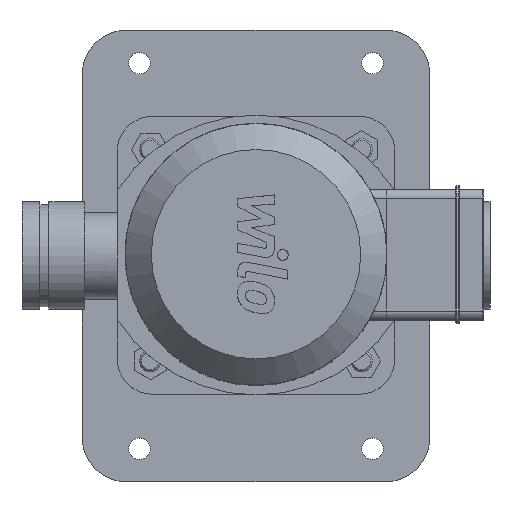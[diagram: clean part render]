
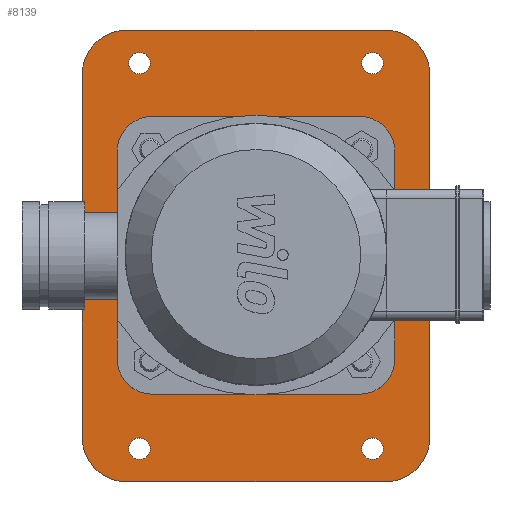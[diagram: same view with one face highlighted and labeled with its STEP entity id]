
A CAD part, top view. The second image highlights one B-rep face of the part: STEP entity #8139.
In plain terms, the highlighted planar face has unit normal (0, 0, 1).
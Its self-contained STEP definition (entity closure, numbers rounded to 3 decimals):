
#686=LINE('',#13941,#1383);
#693=LINE('',#13955,#1390);
#694=LINE('',#13959,#1391);
#695=LINE('',#13963,#1392);
#696=LINE('',#13975,#1393);
#697=LINE('',#13979,#1394);
#698=LINE('',#13983,#1395);
#699=LINE('',#13987,#1396);
#1383=VECTOR('',#11072,144.);
#1390=VECTOR('',#11081,202.);
#1391=VECTOR('',#11084,144.);
#1392=VECTOR('',#11087,202.);
#1393=VECTOR('',#11098,90.);
#1394=VECTOR('',#11101,90.);
#1395=VECTOR('',#11104,90.);
#1396=VECTOR('',#11107,90.);
#1794=PLANE('',#8957);
#1890=FACE_BOUND('',#2822,.T.);
#1891=FACE_BOUND('',#2823,.T.);
#1892=FACE_BOUND('',#2824,.T.);
#1893=FACE_BOUND('',#2825,.T.);
#1894=FACE_BOUND('',#2826,.T.);
#2315=FACE_OUTER_BOUND('',#2821,.T.);
#2821=EDGE_LOOP('',(#7247,#7248,#7249,#7250,#7251,#7252,#7253,#7254));
#2822=EDGE_LOOP('',(#7255));
#2823=EDGE_LOOP('',(#7256));
#2824=EDGE_LOOP('',(#7257));
#2825=EDGE_LOOP('',(#7258));
#2826=EDGE_LOOP('',(#7259,#7260,#7261,#7262,#7263,#7264,#7265,#7266));
#3326=CIRCLE('',#8955,25.);
#3327=CIRCLE('',#8958,25.);
#3328=CIRCLE('',#8959,25.);
#3329=CIRCLE('',#8960,25.);
#3330=CIRCLE('',#8961,6.);
#3331=CIRCLE('',#8962,6.);
#3332=CIRCLE('',#8963,6.);
#3333=CIRCLE('',#8964,6.);
#3334=CIRCLE('',#8965,25.);
#3335=CIRCLE('',#8966,25.);
#3336=CIRCLE('',#8967,25.);
#3337=CIRCLE('',#8968,25.);
#4012=VERTEX_POINT('',#13934);
#4013=VERTEX_POINT('',#13936);
#4014=VERTEX_POINT('',#13940);
#4020=VERTEX_POINT('',#13954);
#4021=VERTEX_POINT('',#13956);
#4022=VERTEX_POINT('',#13958);
#4023=VERTEX_POINT('',#13960);
#4024=VERTEX_POINT('',#13962);
#4025=VERTEX_POINT('',#13965);
#4026=VERTEX_POINT('',#13967);
#4027=VERTEX_POINT('',#13969);
#4028=VERTEX_POINT('',#13971);
#4029=VERTEX_POINT('',#13973);
#4030=VERTEX_POINT('',#13974);
#4031=VERTEX_POINT('',#13976);
#4032=VERTEX_POINT('',#13978);
#4033=VERTEX_POINT('',#13980);
#4034=VERTEX_POINT('',#13982);
#4035=VERTEX_POINT('',#13984);
#4036=VERTEX_POINT('',#13986);
#5121=EDGE_CURVE('',#4012,#4013,#3326,.T.);
#5123=EDGE_CURVE('',#4014,#4013,#686,.T.);
#5130=EDGE_CURVE('',#4012,#4020,#693,.T.);
#5131=EDGE_CURVE('',#4021,#4020,#3327,.T.);
#5132=EDGE_CURVE('',#4021,#4022,#694,.T.);
#5133=EDGE_CURVE('',#4023,#4022,#3328,.T.);
#5134=EDGE_CURVE('',#4023,#4024,#695,.T.);
#5135=EDGE_CURVE('',#4014,#4024,#3329,.T.);
#5136=EDGE_CURVE('',#4025,#4025,#3330,.T.);
#5137=EDGE_CURVE('',#4026,#4026,#3331,.T.);
#5138=EDGE_CURVE('',#4027,#4027,#3332,.T.);
#5139=EDGE_CURVE('',#4028,#4028,#3333,.T.);
#5140=EDGE_CURVE('',#4029,#4030,#696,.T.);
#5141=EDGE_CURVE('',#4030,#4031,#3334,.T.);
#5142=EDGE_CURVE('',#4031,#4032,#697,.T.);
#5143=EDGE_CURVE('',#4032,#4033,#3335,.T.);
#5144=EDGE_CURVE('',#4033,#4034,#698,.T.);
#5145=EDGE_CURVE('',#4034,#4035,#3336,.T.);
#5146=EDGE_CURVE('',#4035,#4036,#699,.T.);
#5147=EDGE_CURVE('',#4036,#4029,#3337,.T.);
#7247=ORIENTED_EDGE('',*,*,#5121,.F.);
#7248=ORIENTED_EDGE('',*,*,#5130,.T.);
#7249=ORIENTED_EDGE('',*,*,#5131,.F.);
#7250=ORIENTED_EDGE('',*,*,#5132,.T.);
#7251=ORIENTED_EDGE('',*,*,#5133,.F.);
#7252=ORIENTED_EDGE('',*,*,#5134,.T.);
#7253=ORIENTED_EDGE('',*,*,#5135,.F.);
#7254=ORIENTED_EDGE('',*,*,#5123,.T.);
#7255=ORIENTED_EDGE('',*,*,#5136,.T.);
#7256=ORIENTED_EDGE('',*,*,#5137,.T.);
#7257=ORIENTED_EDGE('',*,*,#5138,.T.);
#7258=ORIENTED_EDGE('',*,*,#5139,.T.);
#7259=ORIENTED_EDGE('',*,*,#5140,.T.);
#7260=ORIENTED_EDGE('',*,*,#5141,.T.);
#7261=ORIENTED_EDGE('',*,*,#5142,.T.);
#7262=ORIENTED_EDGE('',*,*,#5143,.T.);
#7263=ORIENTED_EDGE('',*,*,#5144,.T.);
#7264=ORIENTED_EDGE('',*,*,#5145,.T.);
#7265=ORIENTED_EDGE('',*,*,#5146,.T.);
#7266=ORIENTED_EDGE('',*,*,#5147,.T.);
#8139=ADVANCED_FACE('',(#2315,#1890,#1891,#1892,#1893,#1894),#1794,.F.);
#8955=AXIS2_PLACEMENT_3D('',#13937,#11067,#11068);
#8957=AXIS2_PLACEMENT_3D('',#13953,#11079,#11080);
#8958=AXIS2_PLACEMENT_3D('',#13957,#11082,#11083);
#8959=AXIS2_PLACEMENT_3D('',#13961,#11085,#11086);
#8960=AXIS2_PLACEMENT_3D('',#13964,#11088,#11089);
#8961=AXIS2_PLACEMENT_3D('',#13966,#11090,#11091);
#8962=AXIS2_PLACEMENT_3D('',#13968,#11092,#11093);
#8963=AXIS2_PLACEMENT_3D('',#13970,#11094,#11095);
#8964=AXIS2_PLACEMENT_3D('',#13972,#11096,#11097);
#8965=AXIS2_PLACEMENT_3D('',#13977,#11099,#11100);
#8966=AXIS2_PLACEMENT_3D('',#13981,#11102,#11103);
#8967=AXIS2_PLACEMENT_3D('',#13985,#11105,#11106);
#8968=AXIS2_PLACEMENT_3D('',#13988,#11108,#11109);
#11067=DIRECTION('center_axis',(0.,0.,-1.));
#11068=DIRECTION('ref_axis',(0.707,-0.707,0.));
#11072=DIRECTION('',(1.,0.,0.));
#11079=DIRECTION('center_axis',(0.,0.,-1.));
#11080=DIRECTION('ref_axis',(0.,-1.,0.));
#11081=DIRECTION('',(0.,1.,0.));
#11082=DIRECTION('center_axis',(0.,0.,-1.));
#11083=DIRECTION('ref_axis',(0.707,0.707,0.));
#11084=DIRECTION('',(-1.,0.,0.));
#11085=DIRECTION('center_axis',(0.,0.,-1.));
#11086=DIRECTION('ref_axis',(-0.707,0.707,0.));
#11087=DIRECTION('',(0.,-1.,0.));
#11088=DIRECTION('center_axis',(0.,0.,-1.));
#11089=DIRECTION('ref_axis',(-0.707,-0.707,0.));
#11090=DIRECTION('center_axis',(0.,0.,-1.));
#11091=DIRECTION('ref_axis',(0.,1.,0.));
#11092=DIRECTION('center_axis',(0.,0.,-1.));
#11093=DIRECTION('ref_axis',(0.,1.,0.));
#11094=DIRECTION('center_axis',(0.,0.,-1.));
#11095=DIRECTION('ref_axis',(0.,1.,0.));
#11096=DIRECTION('center_axis',(0.,0.,-1.));
#11097=DIRECTION('ref_axis',(0.,1.,0.));
#11098=DIRECTION('',(-1.,0.,0.));
#11099=DIRECTION('center_axis',(0.,0.,-1.));
#11100=DIRECTION('ref_axis',(-1.,0.,0.));
#11101=DIRECTION('',(0.,1.,0.));
#11102=DIRECTION('center_axis',(0.,0.,-1.));
#11103=DIRECTION('ref_axis',(0.,1.,0.));
#11104=DIRECTION('',(1.,0.,0.));
#11105=DIRECTION('center_axis',(0.,0.,-1.));
#11106=DIRECTION('ref_axis',(1.,0.,0.));
#11107=DIRECTION('',(0.,-1.,0.));
#11108=DIRECTION('center_axis',(0.,0.,-1.));
#11109=DIRECTION('ref_axis',(0.,-1.,0.));
#13934=CARTESIAN_POINT('',(97.,-101.,24.75));
#13936=CARTESIAN_POINT('',(72.,-126.,24.75));
#13937=CARTESIAN_POINT('Origin',(72.,-101.,24.75));
#13940=CARTESIAN_POINT('',(-72.,-126.,24.75));
#13941=CARTESIAN_POINT('',(-97.,-126.,24.75));
#13953=CARTESIAN_POINT('Origin',(0.,0.,
24.75));
#13954=CARTESIAN_POINT('',(97.,101.,24.75));
#13955=CARTESIAN_POINT('',(97.,-126.,24.75));
#13956=CARTESIAN_POINT('',(72.,126.,24.75));
#13957=CARTESIAN_POINT('Origin',(72.,101.,24.75));
#13958=CARTESIAN_POINT('',(-72.,126.,24.75));
#13959=CARTESIAN_POINT('',(97.,126.,24.75));
#13960=CARTESIAN_POINT('',(-97.,101.,24.75));
#13961=CARTESIAN_POINT('Origin',(-72.,101.,24.75));
#13962=CARTESIAN_POINT('',(-97.,-101.,24.75));
#13963=CARTESIAN_POINT('',(-97.,126.,24.75));
#13964=CARTESIAN_POINT('Origin',(-72.,-101.,24.75));
#13965=CARTESIAN_POINT('',(-65.,101.5,24.75));
#13966=CARTESIAN_POINT('Origin',(-65.,107.5,24.75));
#13967=CARTESIAN_POINT('',(-65.,-113.5,24.75));
#13968=CARTESIAN_POINT('Origin',(-65.,-107.5,24.75));
#13969=CARTESIAN_POINT('',(65.,101.5,24.75));
#13970=CARTESIAN_POINT('Origin',(65.,107.5,24.75));
#13971=CARTESIAN_POINT('',(65.,-113.5,24.75));
#13972=CARTESIAN_POINT('Origin',(65.,-107.5,24.75));
#13973=CARTESIAN_POINT('',(45.,-70.,24.75));
#13974=CARTESIAN_POINT('',(-45.,-70.,24.75));
#13975=CARTESIAN_POINT('',(22.5,-70.,24.75));
#13976=CARTESIAN_POINT('',(-70.,-45.,24.75));
#13977=CARTESIAN_POINT('Origin',(-45.,-45.,24.75));
#13978=CARTESIAN_POINT('',(-70.,45.,24.75));
#13979=CARTESIAN_POINT('',(-70.,-22.5,24.75));
#13980=CARTESIAN_POINT('',(-45.,70.,24.75));
#13981=CARTESIAN_POINT('Origin',(-45.,45.,24.75));
#13982=CARTESIAN_POINT('',(45.,70.,24.75));
#13983=CARTESIAN_POINT('',(-22.5,70.,24.75));
#13984=CARTESIAN_POINT('',(70.,45.,24.75));
#13985=CARTESIAN_POINT('Origin',(45.,45.,24.75));
#13986=CARTESIAN_POINT('',(70.,-45.,24.75));
#13987=CARTESIAN_POINT('',(70.,22.5,24.75));
#13988=CARTESIAN_POINT('Origin',(45.,-45.,24.75));
